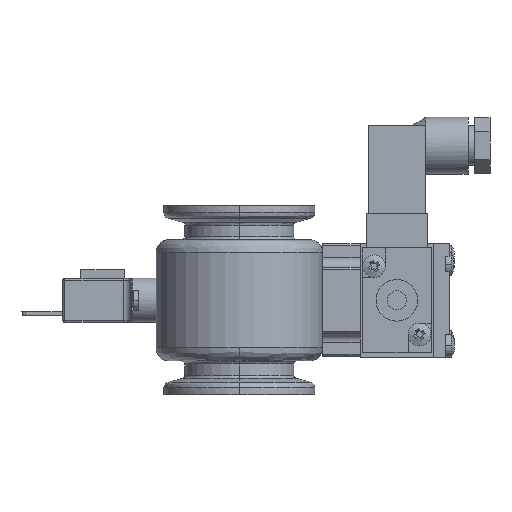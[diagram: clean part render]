
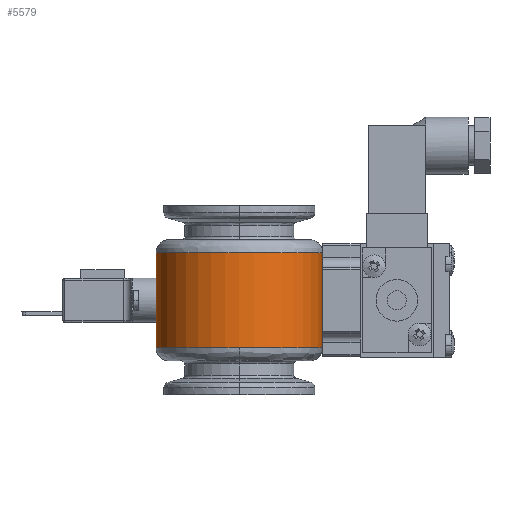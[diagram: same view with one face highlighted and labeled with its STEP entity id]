
A CAD part, front view. The second image highlights one B-rep face of the part: STEP entity #5579.
In plain terms, the highlighted cylindrical face has radius 22 mm (diameter 44 mm), a partial arc.
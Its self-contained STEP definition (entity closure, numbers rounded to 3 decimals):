
#252 = CARTESIAN_POINT ( 'NONE',  ( -22., -48., 0. ) ) ;
#382 = CARTESIAN_POINT ( 'NONE',  ( 0., -48., 0. ) ) ;
#449 = CARTESIAN_POINT ( 'NONE',  ( 22., -48., 0. ) ) ;
#1738 = EDGE_CURVE ( 'NONE', #18411, #30476, #13555, .T. ) ;
#1816 = ORIENTED_EDGE ( 'NONE', *, *, #28199, .T. ) ;
#2354 = DIRECTION ( 'NONE',  ( 0., 0., -1. ) ) ;
#2821 = CYLINDRICAL_SURFACE ( 'NONE', #26826, 22. ) ;
#2842 = CARTESIAN_POINT ( 'NONE',  ( 22., -48., 12.5 ) ) ;
#2915 = CIRCLE ( 'NONE', #10355, 22. ) ;
#3070 = DIRECTION ( 'NONE',  ( 0., 0., -1. ) ) ;
#4867 = ORIENTED_EDGE ( 'NONE', *, *, #20822, .T. ) ;
#5579 = ADVANCED_FACE ( 'NONE', ( #25232 ), #2821, .T. ) ;
#7303 = VECTOR ( 'NONE', #3070, 1000. ) ;
#8266 = CARTESIAN_POINT ( 'NONE',  ( 22., -48., -12.5 ) ) ;
#9082 = CARTESIAN_POINT ( 'NONE',  ( 0., -70., -12.5 ) ) ;
#9343 = VERTEX_POINT ( 'NONE', #8266 ) ;
#9943 = LINE ( 'NONE', #449, #23985 ) ;
#9948 = EDGE_LOOP ( 'NONE', ( #18581, #21973, #4867, #32087, #1816 ) ) ;
#10355 = AXIS2_PLACEMENT_3D ( 'NONE', #16180, #35827, #18994 ) ;
#12854 = EDGE_CURVE ( 'NONE', #28144, #28184, #14250, .T. ) ;
#13373 = DIRECTION ( 'NONE',  ( 0., 0., 1. ) ) ;
#13555 = CIRCLE ( 'NONE', #16922, 22. ) ;
#14250 = CIRCLE ( 'NONE', #27924, 22. ) ;
#16180 = CARTESIAN_POINT ( 'NONE',  ( 0., -48., -12.5 ) ) ;
#16922 = AXIS2_PLACEMENT_3D ( 'NONE', #30211, #13373, #33034 ) ;
#17215 = DIRECTION ( 'NONE',  ( 0., 1., 0. ) ) ;
#17394 = DIRECTION ( 'NONE',  ( 0., 0., 1. ) ) ;
#18411 = VERTEX_POINT ( 'NONE', #26627 ) ;
#18581 = ORIENTED_EDGE ( 'NONE', *, *, #1738, .T. ) ;
#18994 = DIRECTION ( 'NONE',  ( 0., 1., 0. ) ) ;
#19142 = CARTESIAN_POINT ( 'NONE',  ( 0., -48., 12.5 ) ) ;
#19870 = CARTESIAN_POINT ( 'NONE',  ( -22., -48., 12.5 ) ) ;
#20656 = EDGE_CURVE ( 'NONE', #30476, #9343, #2915, .T. ) ;
#20822 = EDGE_CURVE ( 'NONE', #9343, #28144, #9943, .T. ) ;
#21973 = ORIENTED_EDGE ( 'NONE', *, *, #20656, .T. ) ;
#21974 = DIRECTION ( 'NONE',  ( 0., 1., 0. ) ) ;
#23985 = VECTOR ( 'NONE', #17394, 1000. ) ;
#25232 = FACE_OUTER_BOUND ( 'NONE', #9948, .T. ) ;
#26627 = CARTESIAN_POINT ( 'NONE',  ( -22., -48., -12.5 ) ) ;
#26826 = AXIS2_PLACEMENT_3D ( 'NONE', #382, #34047, #17215 ) ;
#27924 = AXIS2_PLACEMENT_3D ( 'NONE', #19142, #2354, #21974 ) ;
#28144 = VERTEX_POINT ( 'NONE', #2842 ) ;
#28184 = VERTEX_POINT ( 'NONE', #19870 ) ;
#28199 = EDGE_CURVE ( 'NONE', #28184, #18411, #36309, .T. ) ;
#30211 = CARTESIAN_POINT ( 'NONE',  ( 0., -48., -12.5 ) ) ;
#30476 = VERTEX_POINT ( 'NONE', #9082 ) ;
#32087 = ORIENTED_EDGE ( 'NONE', *, *, #12854, .T. ) ;
#33034 = DIRECTION ( 'NONE',  ( 0., 1., 0. ) ) ;
#34047 = DIRECTION ( 'NONE',  ( 0., 0., -1. ) ) ;
#35827 = DIRECTION ( 'NONE',  ( 0., 0., 1. ) ) ;
#36309 = LINE ( 'NONE', #252, #7303 ) ;
